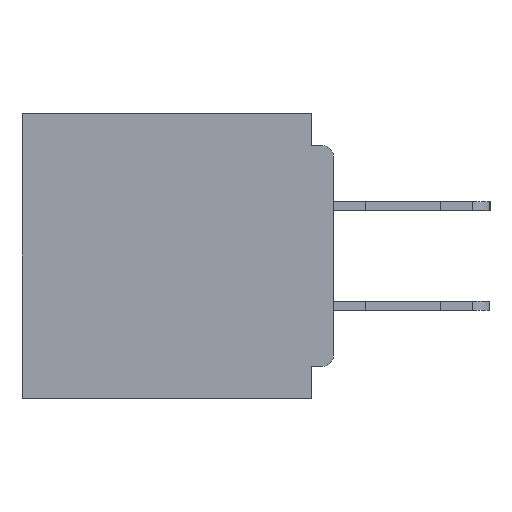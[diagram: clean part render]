
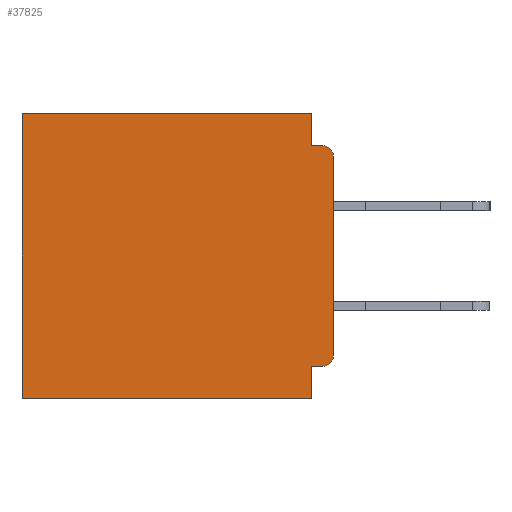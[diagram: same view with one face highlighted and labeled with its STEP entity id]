
A CAD part, left-side view. The second image highlights one B-rep face of the part: STEP entity #37825.
In plain terms, the highlighted planar face has unit normal (-1, 0, 0).
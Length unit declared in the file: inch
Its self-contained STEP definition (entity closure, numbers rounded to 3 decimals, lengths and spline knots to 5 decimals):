
#143 = CARTESIAN_POINT ( 'NONE',  ( 0.3, 0.437, 0. ) ) ;
#2929 = DIRECTION ( 'NONE',  ( 0., 0., -1. ) ) ;
#3366 = VERTEX_POINT ( 'NONE', #38290 ) ;
#3367 = VECTOR ( 'NONE', #23839, 39.37008 ) ;
#3530 = VERTEX_POINT ( 'NONE', #42785 ) ;
#4326 = CARTESIAN_POINT ( 'NONE',  ( 0.3, 0.015, -0.355 ) ) ;
#4999 = DIRECTION ( 'NONE',  ( 0., 1., 0. ) ) ;
#5528 = ORIENTED_EDGE ( 'NONE', *, *, #34018, .F. ) ;
#6641 = VECTOR ( 'NONE', #28517, 39.37008 ) ;
#6784 = CARTESIAN_POINT ( 'NONE',  ( 0.3, 0.031, -0.045 ) ) ;
#6852 = CARTESIAN_POINT ( 'NONE',  ( 0.3, 0.031, 0. ) ) ;
#7932 = CARTESIAN_POINT ( 'NONE',  ( 0.3, 0.031, 0. ) ) ;
#8046 = EDGE_CURVE ( 'NONE', #22683, #3530, #29821, .T. ) ;
#8366 = VECTOR ( 'NONE', #43161, 39.37008 ) ;
#9995 = EDGE_CURVE ( 'NONE', #45674, #35184, #40130, .T. ) ;
#10349 = CIRCLE ( 'NONE', #31225, 0.015 ) ;
#10412 = CARTESIAN_POINT ( 'NONE',  ( 0.3, 0.015, -0.34 ) ) ;
#10488 = CARTESIAN_POINT ( 'NONE',  ( 0.3, 0.437, -0.4 ) ) ;
#10954 = CARTESIAN_POINT ( 'NONE',  ( 0.3, 0.031, -0.4 ) ) ;
#11695 = EDGE_CURVE ( 'NONE', #24934, #45674, #48993, .T. ) ;
#12333 = ORIENTED_EDGE ( 'NONE', *, *, #33574, .F. ) ;
#12649 = ORIENTED_EDGE ( 'NONE', *, *, #8046, .T. ) ;
#12908 = CARTESIAN_POINT ( 'NONE',  ( 0.3, 0., 0. ) ) ;
#14369 = DIRECTION ( 'NONE',  ( 0., 0., -1. ) ) ;
#15058 = LINE ( 'NONE', #39405, #3367 ) ;
#15756 = FACE_OUTER_BOUND ( 'NONE', #43681, .T. ) ;
#16026 = CARTESIAN_POINT ( 'NONE',  ( 0.3, 0.437, -0.4 ) ) ;
#16508 = DIRECTION ( 'NONE',  ( -1., 0., 0. ) ) ;
#17368 = DIRECTION ( 'NONE',  ( 0., 0., -1. ) ) ;
#18075 = EDGE_CURVE ( 'NONE', #35981, #35184, #15058, .T. ) ;
#18411 = LINE ( 'NONE', #36779, #27516 ) ;
#19703 = CARTESIAN_POINT ( 'NONE',  ( 0.3, 0., -0.355 ) ) ;
#20076 = CARTESIAN_POINT ( 'NONE',  ( 0.3, 0., -0.045 ) ) ;
#21399 = EDGE_CURVE ( 'NONE', #3366, #35981, #37982, .T. ) ;
#22493 = PLANE ( 'NONE',  #39429 ) ;
#22683 = VERTEX_POINT ( 'NONE', #4326 ) ;
#23839 = DIRECTION ( 'NONE',  ( 0., 1., 0. ) ) ;
#24405 = ORIENTED_EDGE ( 'NONE', *, *, #9995, .T. ) ;
#24934 = VERTEX_POINT ( 'NONE', #6852 ) ;
#26372 = DIRECTION ( 'NONE',  ( 1., 0., 0. ) ) ;
#27414 = VECTOR ( 'NONE', #46910, 39.37008 ) ;
#27516 = VECTOR ( 'NONE', #17368, 39.37008 ) ;
#28517 = DIRECTION ( 'NONE',  ( 0., -1., 0. ) ) ;
#28724 = VECTOR ( 'NONE', #45474, 39.37008 ) ;
#29821 = CIRCLE ( 'NONE', #34050, 0.015 ) ;
#30361 = LINE ( 'NONE', #7932, #8366 ) ;
#31225 = AXIS2_PLACEMENT_3D ( 'NONE', #39853, #16508, #43771 ) ;
#32205 = ORIENTED_EDGE ( 'NONE', *, *, #11695, .T. ) ;
#32546 = CARTESIAN_POINT ( 'NONE',  ( 0.3, 0.015, -0.045 ) ) ;
#33574 = EDGE_CURVE ( 'NONE', #38368, #3530, #18411, .T. ) ;
#33664 = CARTESIAN_POINT ( 'NONE',  ( 0.3, 0., -0.06 ) ) ;
#34018 = EDGE_CURVE ( 'NONE', #42239, #44359, #37867, .T. ) ;
#34050 = AXIS2_PLACEMENT_3D ( 'NONE', #10412, #37758, #14369 ) ;
#34479 = EDGE_CURVE ( 'NONE', #22683, #3366, #44492, .T. ) ;
#34529 = ORIENTED_EDGE ( 'NONE', *, *, #34479, .F. ) ;
#35184 = VERTEX_POINT ( 'NONE', #16026 ) ;
#35648 = ORIENTED_EDGE ( 'NONE', *, *, #18075, .F. ) ;
#35981 = VERTEX_POINT ( 'NONE', #45798 ) ;
#36779 = CARTESIAN_POINT ( 'NONE',  ( 0.3, 0., -0.4 ) ) ;
#37481 = VECTOR ( 'NONE', #4999, 39.37008 ) ;
#37758 = DIRECTION ( 'NONE',  ( -1., 0., 0. ) ) ;
#37825 = ADVANCED_FACE ( 'NONE', ( #15756 ), #22493, .F. ) ;
#37867 = LINE ( 'NONE', #20076, #6641 ) ;
#37982 = LINE ( 'NONE', #10954, #45875 ) ;
#38290 = CARTESIAN_POINT ( 'NONE',  ( 0.3, 0.031, -0.355 ) ) ;
#38368 = VERTEX_POINT ( 'NONE', #33664 ) ;
#38465 = ORIENTED_EDGE ( 'NONE', *, *, #21399, .F. ) ;
#39405 = CARTESIAN_POINT ( 'NONE',  ( 0.3, 0., -0.4 ) ) ;
#39429 = AXIS2_PLACEMENT_3D ( 'NONE', #49513, #26372, #2929 ) ;
#39853 = CARTESIAN_POINT ( 'NONE',  ( 0.3, 0.015, -0.06 ) ) ;
#39986 = ORIENTED_EDGE ( 'NONE', *, *, #46331, .F. ) ;
#40130 = LINE ( 'NONE', #10488, #28724 ) ;
#42226 = DIRECTION ( 'NONE',  ( 0., 0., -1. ) ) ;
#42239 = VERTEX_POINT ( 'NONE', #6784 ) ;
#42785 = CARTESIAN_POINT ( 'NONE',  ( 0.3, 0., -0.34 ) ) ;
#43161 = DIRECTION ( 'NONE',  ( 0., 0., -1. ) ) ;
#43681 = EDGE_LOOP ( 'NONE', ( #12333, #48717, #5528, #39986, #32205, #24405, #35648, #38465, #34529, #12649 ) ) ;
#43771 = DIRECTION ( 'NONE',  ( 0., 0., -1. ) ) ;
#44359 = VERTEX_POINT ( 'NONE', #32546 ) ;
#44492 = LINE ( 'NONE', #19703, #27414 ) ;
#45169 = EDGE_CURVE ( 'NONE', #38368, #44359, #10349, .T. ) ;
#45474 = DIRECTION ( 'NONE',  ( 0., 0., -1. ) ) ;
#45674 = VERTEX_POINT ( 'NONE', #143 ) ;
#45798 = CARTESIAN_POINT ( 'NONE',  ( 0.3, 0.031, -0.4 ) ) ;
#45875 = VECTOR ( 'NONE', #42226, 39.37008 ) ;
#46331 = EDGE_CURVE ( 'NONE', #24934, #42239, #30361, .T. ) ;
#46910 = DIRECTION ( 'NONE',  ( 0., 1., 0. ) ) ;
#48717 = ORIENTED_EDGE ( 'NONE', *, *, #45169, .T. ) ;
#48993 = LINE ( 'NONE', #12908, #37481 ) ;
#49513 = CARTESIAN_POINT ( 'NONE',  ( 0.3, 0., -0.4 ) ) ;
